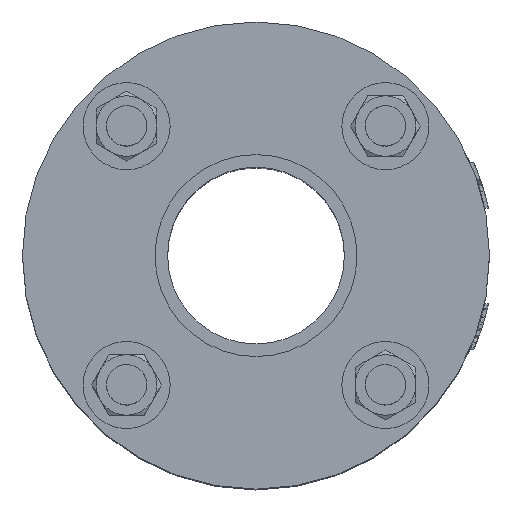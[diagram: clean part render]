
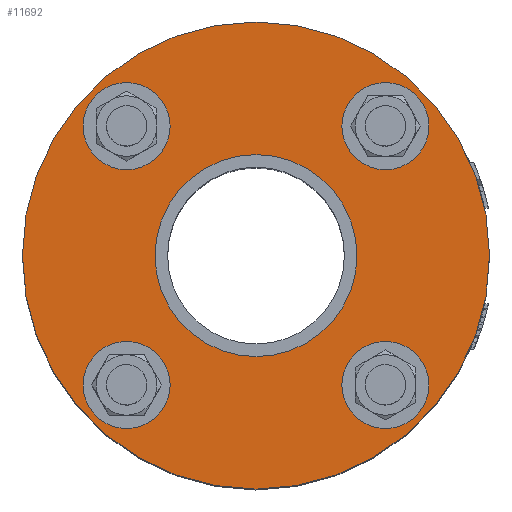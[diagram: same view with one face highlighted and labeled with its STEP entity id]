
A CAD part, top view. The second image highlights one B-rep face of the part: STEP entity #11692.
In plain terms, the highlighted planar face has unit normal (0, 0, 1).
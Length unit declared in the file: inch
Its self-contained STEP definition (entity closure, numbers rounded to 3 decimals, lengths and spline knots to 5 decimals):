
#257 = AXIS2_PLACEMENT_3D ( 'NONE', #628, #629, #630 ) ;
#584 = AXIS2_PLACEMENT_3D ( 'NONE', #5285, #5278, #5287 ) ;
#628 = CARTESIAN_POINT ( 'NONE',  ( 1.01659, 0.44218, 3.10016 ) ) ;
#629 = DIRECTION ( 'NONE',  ( 0., 0., -1. ) ) ;
#630 = DIRECTION ( 'NONE',  ( -1., 0., 0. ) ) ;
#2113 = CIRCLE ( 'NONE', #257, 1.5748 ) ;
#3145 = FACE_BOUND ( 'NONE', #9728, .T. ) ;
#3146 = FACE_BOUND ( 'NONE', #9739, .T. ) ;
#3147 = FACE_OUTER_BOUND ( 'NONE', #9737, .T. ) ;
#3148 = FACE_BOUND ( 'NONE', #9738, .T. ) ;
#3149 = FACE_BOUND ( 'NONE', #9734, .T. ) ;
#3150 = FACE_BOUND ( 'NONE', #9740, .T. ) ;
#3421 = VERTEX_POINT ( 'NONE', #5992 ) ;
#3423 = VERTEX_POINT ( 'NONE', #5994 ) ;
#3429 = VERTEX_POINT ( 'NONE', #6000 ) ;
#3431 = VERTEX_POINT ( 'NONE', #6002 ) ;
#3437 = VERTEX_POINT ( 'NONE', #6008 ) ;
#3468 = VERTEX_POINT ( 'NONE', #6039 ) ;
#5278 = DIRECTION ( 'NONE',  ( 0., 0., -1. ) ) ;
#5284 = PLANE ( 'NONE',  #584 ) ;
#5285 = CARTESIAN_POINT ( 'NONE',  ( 1.01659, 0.44218, 3.10016 ) ) ;
#5287 = DIRECTION ( 'NONE',  ( 1., 0., 0. ) ) ;
#5992 = CARTESIAN_POINT ( 'NONE',  ( 2.35577, -1.57614, 3.10016 ) ) ;
#5994 = CARTESIAN_POINT ( 'NONE',  ( 4.65832, 0.44218, 3.10016 ) ) ;
#6000 = CARTESIAN_POINT ( 'NONE',  ( -1.68086, -1.57614, 3.10016 ) ) ;
#6002 = CARTESIAN_POINT ( 'NONE',  ( 2.35577, 2.46049, 3.10016 ) ) ;
#6008 = CARTESIAN_POINT ( 'NONE',  ( -1.68086, 2.46049, 3.10016 ) ) ;
#6039 = CARTESIAN_POINT ( 'NONE',  ( -0.55821, 0.44218, 3.10016 ) ) ;
#6119 = DIRECTION ( 'NONE',  ( -1., 0., 0. ) ) ;
#6122 = CARTESIAN_POINT ( 'NONE',  ( 3.03491, -1.57614, 3.10016 ) ) ;
#6128 = DIRECTION ( 'NONE',  ( 0., 0., 1. ) ) ;
#6194 = DIRECTION ( 'NONE',  ( 1., 0., 0. ) ) ;
#6195 = DIRECTION ( 'NONE',  ( 0., 0., -1. ) ) ;
#6196 = CARTESIAN_POINT ( 'NONE',  ( 1.01659, 0.44218, 3.10016 ) ) ;
#6675 = CARTESIAN_POINT ( 'NONE',  ( -1.00172, 2.46049, 3.10016 ) ) ;
#6676 = DIRECTION ( 'NONE',  ( 0., 0., 1. ) ) ;
#6678 = DIRECTION ( 'NONE',  ( -1., 0., 0. ) ) ;
#7210 = ORIENTED_EDGE ( 'NONE', *, *, #8489, .T. ) ;
#7211 = ORIENTED_EDGE ( 'NONE', *, *, #7662, .F. ) ;
#7212 = ORIENTED_EDGE ( 'NONE', *, *, #7676, .F. ) ;
#7213 = ORIENTED_EDGE ( 'NONE', *, *, #7637, .F. ) ;
#7214 = ORIENTED_EDGE ( 'NONE', *, *, #7699, .F. ) ;
#7215 = ORIENTED_EDGE ( 'NONE', *, *, #7615, .F. ) ;
#7444 = CIRCLE ( 'NONE', #7840, 0.67913 ) ;
#7469 = CIRCLE ( 'NONE', #7849, 3.64173 ) ;
#7479 = CIRCLE ( 'NONE', #7858, 0.67913 ) ;
#7503 = CIRCLE ( 'NONE', #7866, 0.67913 ) ;
#7522 = CIRCLE ( 'NONE', #7879, 0.67913 ) ;
#7615 = EDGE_CURVE ( 'NONE', #3421, #3421, #7444, .T. ) ;
#7637 = EDGE_CURVE ( 'NONE', #3423, #3423, #7469, .T. ) ;
#7662 = EDGE_CURVE ( 'NONE', #3429, #3429, #7479, .T. ) ;
#7676 = EDGE_CURVE ( 'NONE', #3431, #3431, #7503, .T. ) ;
#7699 = EDGE_CURVE ( 'NONE', #3437, #3437, #7522, .T. ) ;
#7840 = AXIS2_PLACEMENT_3D ( 'NONE', #6122, #6128, #6119 ) ;
#7849 = AXIS2_PLACEMENT_3D ( 'NONE', #6196, #6195, #6194 ) ;
#7858 = AXIS2_PLACEMENT_3D ( 'NONE', #11268, #11264, #11257 ) ;
#7866 = AXIS2_PLACEMENT_3D ( 'NONE', #11329, #11328, #11327 ) ;
#7879 = AXIS2_PLACEMENT_3D ( 'NONE', #6675, #6676, #6678 ) ;
#8489 = EDGE_CURVE ( 'NONE', #3468, #3468, #2113, .T. ) ;
#9728 = EDGE_LOOP ( 'NONE', ( #7215 ) ) ;
#9734 = EDGE_LOOP ( 'NONE', ( #7214 ) ) ;
#9737 = EDGE_LOOP ( 'NONE', ( #7213 ) ) ;
#9738 = EDGE_LOOP ( 'NONE', ( #7212 ) ) ;
#9739 = EDGE_LOOP ( 'NONE', ( #7211 ) ) ;
#9740 = EDGE_LOOP ( 'NONE', ( #7210 ) ) ;
#11257 = DIRECTION ( 'NONE',  ( -1., 0., 0. ) ) ;
#11264 = DIRECTION ( 'NONE',  ( 0., 0., 1. ) ) ;
#11268 = CARTESIAN_POINT ( 'NONE',  ( -1.00172, -1.57614, 3.10016 ) ) ;
#11327 = DIRECTION ( 'NONE',  ( -1., 0., 0. ) ) ;
#11328 = DIRECTION ( 'NONE',  ( 0., 0., 1. ) ) ;
#11329 = CARTESIAN_POINT ( 'NONE',  ( 3.03491, 2.46049, 3.10016 ) ) ;
#11692 = ADVANCED_FACE ( 'NONE', ( #3145, #3149, #3147, #3148, #3146, #3150 ), #5284, .F. ) ;
